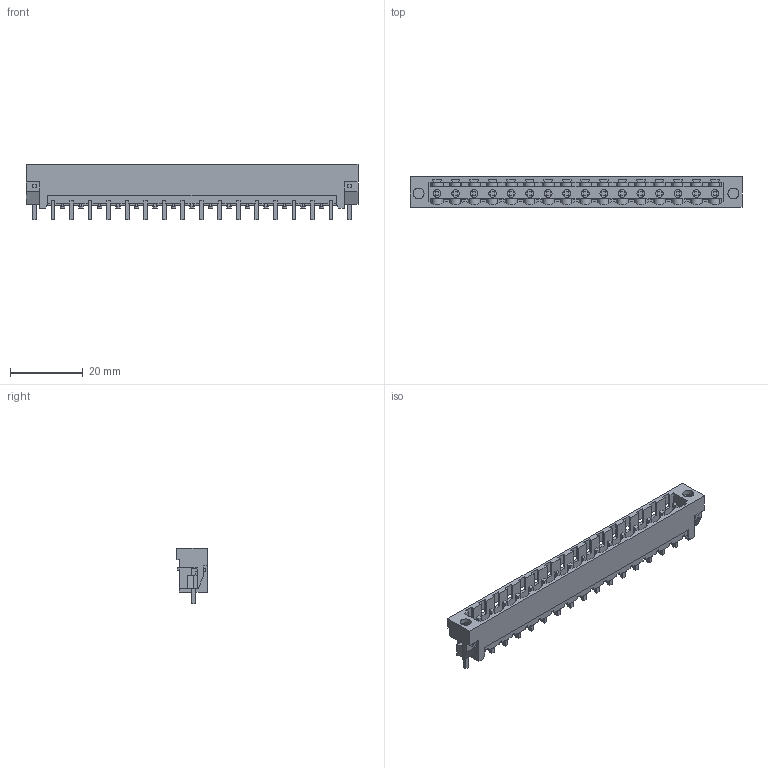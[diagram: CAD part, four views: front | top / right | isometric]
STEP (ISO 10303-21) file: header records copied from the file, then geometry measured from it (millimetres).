
FILE_DESCRIPTION(('CATIA V5 STEP Exchange','CAx-IF Rec.Pracs.--- Model Styling and Organization---1.2---2011-12-15'),'2;1');
FILE_NAME ('D1457054_0_1838580000_1838580000.stp','2018-03-31T12:40:26+00:00',('none'),('Weidmueller'),'CATIA Version 5-6 Release 2014','CATIA V5 STEP AP214','none');
FILE_SCHEMA(('AUTOMOTIVE_DESIGN { 1 0 10303 214 1 1 1 1 }'));
Length unit declared in the file: millimetre
Products named in the file (1): 1838580000
Bounding box: 91.08 x 8.43 x 15.2 mm (x, y, z)
Volume: 3328.2 mm3; surface area: 7776.7 mm2
Topology: 19 solids, 19 shells, 1014 faces, 3216 edges, 2208 vertices
Faces by surface type: plane 841, cylinder 157, extrusion 16
Entity records: 37024 total; most frequent: CARTESIAN_POINT 7877, ORIENTED_EDGE 6432, DIRECTION 4964, EDGE_CURVE 3216, VECTOR 2638, LINE 2622, VERTEX_POINT 2208, AXIS2_PLACEMENT_3D 1328
